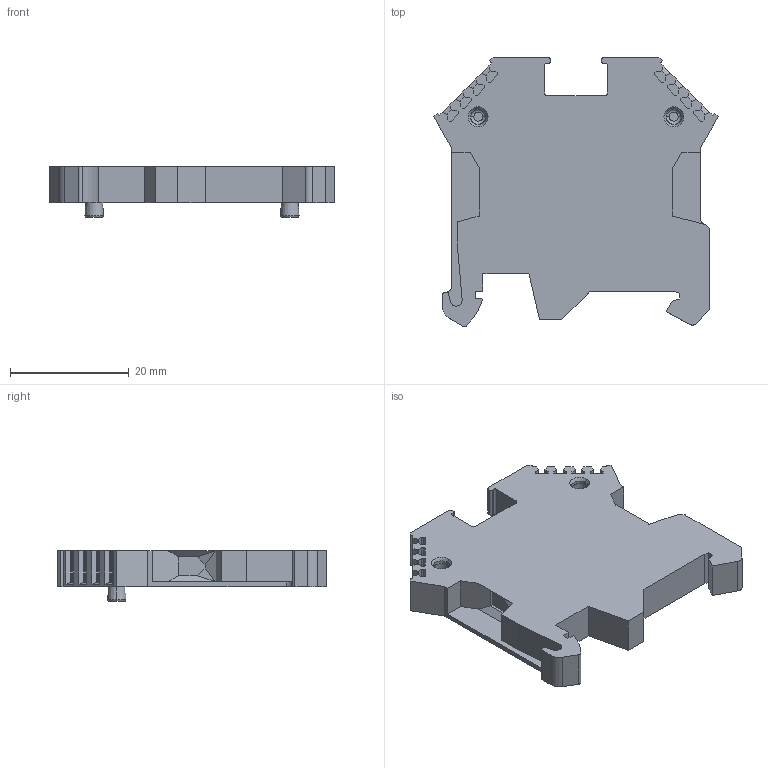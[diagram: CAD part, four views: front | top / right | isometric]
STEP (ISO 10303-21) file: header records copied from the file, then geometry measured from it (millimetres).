
FILE_DESCRIPTION((''),'2;1');
FILE_NAME('RK2540_KOMBI35_ISO_STEP','2009-01-20T',('Stollb'),(''),'PRO/ENGINEER BY PARAMETRIC TECHNOLOGY CORPORATION, 2007390','PRO/ENGINEER BY PARAMETRIC TECHNOLOGY CORPORATION, 2007390','');
FILE_SCHEMA(('CONFIG_CONTROL_DESIGN'));
Length unit declared in the file: millimetre
Products named in the file (1): RK2540_KOMBI35_ISO_STEP
Bounding box: 48 x 45.38 x 8.6 mm (x, y, z)
Volume: 8893.8 mm3; surface area: 5214.5 mm2
Topology: 1 solids, 1 shells, 277 faces, 738 edges, 469 vertices
Faces by surface type: plane 195, cylinder 54, cone 16, torus 8, sphere 4
Entity records: 8514 total; most frequent: CARTESIAN_POINT 1503, ORIENTED_EDGE 1468, DIRECTION 1426, EDGE_CURVE 734, VECTOR 586, LINE 586, VERTEX_POINT 469, AXIS2_PLACEMENT_3D 420
